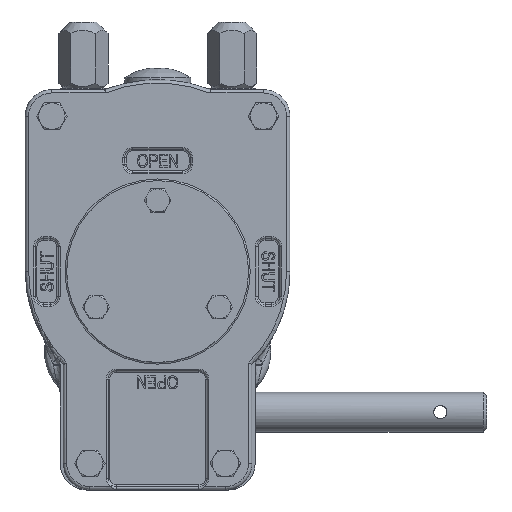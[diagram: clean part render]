
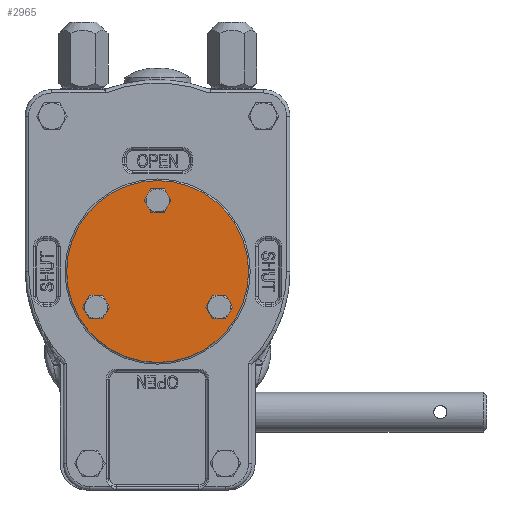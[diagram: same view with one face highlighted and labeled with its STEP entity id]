
A CAD part, top view. The second image highlights one B-rep face of the part: STEP entity #2965.
In plain terms, the highlighted planar face has unit normal (0, 0, 1).
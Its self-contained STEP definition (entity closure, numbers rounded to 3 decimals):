
#2965 = ADVANCED_FACE( '', ( #6341, #6342, #6343, #6344 ), #6345, .F. );
#6341 = FACE_BOUND( '', #12930, .T. );
#6342 = FACE_BOUND( '', #12931, .T. );
#6343 = FACE_BOUND( '', #12932, .T. );
#6344 = FACE_OUTER_BOUND( '', #12933, .T. );
#6345 = PLANE( '', #12934 );
#12930 = EDGE_LOOP( '', ( #22185, #22186, #22187, #22188, #22189, #22190 ) );
#12931 = EDGE_LOOP( '', ( #22191, #22192, #22193, #22194, #22195, #22196 ) );
#12932 = EDGE_LOOP( '', ( #22197, #22198, #22199, #22200, #22201, #22202 ) );
#12933 = EDGE_LOOP( '', ( #22203 ) );
#12934 = AXIS2_PLACEMENT_3D( '', #22204, #22205, #22206 );
#22185 = ORIENTED_EDGE( '', *, *, #24970, .T. );
#22186 = ORIENTED_EDGE( '', *, *, #26889, .T. );
#22187 = ORIENTED_EDGE( '', *, *, #27949, .T. );
#22188 = ORIENTED_EDGE( '', *, *, #26178, .T. );
#22189 = ORIENTED_EDGE( '', *, *, #27900, .T. );
#22190 = ORIENTED_EDGE( '', *, *, #26743, .T. );
#22191 = ORIENTED_EDGE( '', *, *, #26856, .T. );
#22192 = ORIENTED_EDGE( '', *, *, #27330, .T. );
#22193 = ORIENTED_EDGE( '', *, *, #25082, .T. );
#22194 = ORIENTED_EDGE( '', *, *, #27421, .T. );
#22195 = ORIENTED_EDGE( '', *, *, #27945, .T. );
#22196 = ORIENTED_EDGE( '', *, *, #27071, .T. );
#22197 = ORIENTED_EDGE( '', *, *, #27198, .T. );
#22198 = ORIENTED_EDGE( '', *, *, #27950, .T. );
#22199 = ORIENTED_EDGE( '', *, *, #27155, .T. );
#22200 = ORIENTED_EDGE( '', *, *, #27951, .T. );
#22201 = ORIENTED_EDGE( '', *, *, #24628, .T. );
#22202 = ORIENTED_EDGE( '', *, *, #27380, .T. );
#22203 = ORIENTED_EDGE( '', *, *, #27400, .F. );
#22204 = CARTESIAN_POINT( '', ( 0., 0., 52.99 ) );
#22205 = DIRECTION( '', ( 0., 0., -1. ) );
#22206 = DIRECTION( '', ( -1., 0., 0. ) );
#24628 = EDGE_CURVE( '', #28641, #28647, #28649, .T. );
#24970 = EDGE_CURVE( '', #29250, #29256, #29258, .T. );
#25082 = EDGE_CURVE( '', #29435, #29441, #29443, .T. );
#26178 = EDGE_CURVE( '', #31223, #31227, #31229, .T. );
#26743 = EDGE_CURVE( '', #32048, #29250, #32051, .T. );
#26856 = EDGE_CURVE( '', #32205, #32208, #32210, .T. );
#26889 = EDGE_CURVE( '', #29256, #32253, #32255, .T. );
#27071 = EDGE_CURVE( '', #32487, #32205, #32490, .T. );
#27155 = EDGE_CURVE( '', #32599, #32603, #32605, .T. );
#27198 = EDGE_CURVE( '', #32656, #32660, #32662, .T. );
#27330 = EDGE_CURVE( '', #32208, #29435, #32829, .T. );
#27380 = EDGE_CURVE( '', #28647, #32656, #32892, .T. );
#27400 = EDGE_CURVE( '', #32913, #32913, #32914, .T. );
#27421 = EDGE_CURVE( '', #29441, #32943, #32945, .T. );
#27900 = EDGE_CURVE( '', #31227, #32048, #33511, .T. );
#27945 = EDGE_CURVE( '', #32943, #32487, #33556, .T. );
#27949 = EDGE_CURVE( '', #32253, #31223, #33560, .T. );
#27950 = EDGE_CURVE( '', #32660, #32599, #33561, .T. );
#27951 = EDGE_CURVE( '', #32603, #28641, #33562, .T. );
#28641 = VERTEX_POINT( '', #34876 );
#28647 = VERTEX_POINT( '', #34891 );
#28649 = LINE( '', #34894, #34895 );
#29250 = VERTEX_POINT( '', #36215 );
#29256 = VERTEX_POINT( '', #36230 );
#29258 = LINE( '', #36233, #36234 );
#29435 = VERTEX_POINT( '', #36646 );
#29441 = VERTEX_POINT( '', #36663 );
#29443 = LINE( '', #36666, #36667 );
#31223 = VERTEX_POINT( '', #40533 );
#31227 = VERTEX_POINT( '', #40543 );
#31229 = LINE( '', #40546, #40547 );
#32048 = VERTEX_POINT( '', #42426 );
#32051 = LINE( '', #42435, #42436 );
#32205 = VERTEX_POINT( '', #42849 );
#32208 = VERTEX_POINT( '', #42856 );
#32210 = LINE( '', #42859, #42860 );
#32253 = VERTEX_POINT( '', #42919 );
#32255 = LINE( '', #42922, #42923 );
#32487 = VERTEX_POINT( '', #43410 );
#32490 = LINE( '', #43419, #43420 );
#32599 = VERTEX_POINT( '', #43707 );
#32603 = VERTEX_POINT( '', #43717 );
#32605 = LINE( '', #43720, #43721 );
#32656 = VERTEX_POINT( '', #43861 );
#32660 = VERTEX_POINT( '', #43871 );
#32662 = LINE( '', #43874, #43875 );
#32829 = LINE( '', #44239, #44240 );
#32892 = LINE( '', #44368, #44369 );
#32913 = VERTEX_POINT( '', #44406 );
#32914 = CIRCLE( '', #44407, 27.5 );
#32943 = VERTEX_POINT( '', #44456 );
#32945 = LINE( '', #44459, #44460 );
#33511 = LINE( '', #45607, #45608 );
#33556 = LINE( '', #45679, #45680 );
#33560 = LINE( '', #45684, #45685 );
#33561 = LINE( '', #45686, #45687 );
#33562 = LINE( '', #45688, #45689 );
#34876 = CARTESIAN_POINT( '', ( 22.661, -10.75, 52.99 ) );
#34891 = CARTESIAN_POINT( '', ( 20.64, -14.25, 52.99 ) );
#34894 = CARTESIAN_POINT( '', ( 22.661, -10.75, 52.99 ) );
#34895 = VECTOR( '', #46527, 1000. );
#36215 = CARTESIAN_POINT( '', ( -22.661, -10.75, 52.99 ) );
#36230 = CARTESIAN_POINT( '', ( -20.64, -7.25, 52.99 ) );
#36233 = CARTESIAN_POINT( '', ( -22.661, -10.75, 52.99 ) );
#36234 = VECTOR( '', #46955, 1000. );
#36646 = CARTESIAN_POINT( '', ( -2.021, 25., 52.99 ) );
#36663 = CARTESIAN_POINT( '', ( 2.021, 25., 52.99 ) );
#36666 = CARTESIAN_POINT( '', ( -2.021, 25., 52.99 ) );
#36667 = VECTOR( '', #47073, 1000. );
#40533 = CARTESIAN_POINT( '', ( -14.578, -10.75, 52.99 ) );
#40543 = CARTESIAN_POINT( '', ( -16.599, -14.25, 52.99 ) );
#40546 = CARTESIAN_POINT( '', ( -14.578, -10.75, 52.99 ) );
#40547 = VECTOR( '', #48341, 1000. );
#42426 = CARTESIAN_POINT( '', ( -20.64, -14.25, 52.99 ) );
#42435 = CARTESIAN_POINT( '', ( -20.64, -14.25, 52.99 ) );
#42436 = VECTOR( '', #48914, 1000. );
#42849 = CARTESIAN_POINT( '', ( -2.021, 18., 52.99 ) );
#42856 = CARTESIAN_POINT( '', ( -4.041, 21.5, 52.99 ) );
#42859 = CARTESIAN_POINT( '', ( -2.021, 18., 52.99 ) );
#42860 = VECTOR( '', #49019, 1000. );
#42919 = CARTESIAN_POINT( '', ( -16.599, -7.25, 52.99 ) );
#42922 = CARTESIAN_POINT( '', ( -20.64, -7.25, 52.99 ) );
#42923 = VECTOR( '', #49065, 1000. );
#43410 = CARTESIAN_POINT( '', ( 2.021, 18., 52.99 ) );
#43419 = CARTESIAN_POINT( '', ( 2.021, 18., 52.99 ) );
#43420 = VECTOR( '', #49247, 1000. );
#43707 = CARTESIAN_POINT( '', ( 16.599, -7.25, 52.99 ) );
#43717 = CARTESIAN_POINT( '', ( 20.64, -7.25, 52.99 ) );
#43720 = CARTESIAN_POINT( '', ( 16.599, -7.25, 52.99 ) );
#43721 = VECTOR( '', #49322, 1000. );
#43861 = CARTESIAN_POINT( '', ( 16.599, -14.25, 52.99 ) );
#43871 = CARTESIAN_POINT( '', ( 14.578, -10.75, 52.99 ) );
#43874 = CARTESIAN_POINT( '', ( 16.599, -14.25, 52.99 ) );
#43875 = VECTOR( '', #49362, 1000. );
#44239 = CARTESIAN_POINT( '', ( -4.041, 21.5, 52.99 ) );
#44240 = VECTOR( '', #49482, 1000. );
#44368 = CARTESIAN_POINT( '', ( 20.64, -14.25, 52.99 ) );
#44369 = VECTOR( '', #49533, 1000. );
#44406 = CARTESIAN_POINT( '', ( 27.5, 0., 52.99 ) );
#44407 = AXIS2_PLACEMENT_3D( '', #49551, #49552, #49553 );
#44456 = CARTESIAN_POINT( '', ( 4.041, 21.5, 52.99 ) );
#44459 = CARTESIAN_POINT( '', ( 2.021, 25., 52.99 ) );
#44460 = VECTOR( '', #49571, 1000. );
#45607 = CARTESIAN_POINT( '', ( -16.599, -14.25, 52.99 ) );
#45608 = VECTOR( '', #49985, 1000. );
#45679 = CARTESIAN_POINT( '', ( 4.041, 21.5, 52.99 ) );
#45680 = VECTOR( '', #50009, 1000. );
#45684 = CARTESIAN_POINT( '', ( -16.599, -7.25, 52.99 ) );
#45685 = VECTOR( '', #50010, 1000. );
#45686 = CARTESIAN_POINT( '', ( 14.578, -10.75, 52.99 ) );
#45687 = VECTOR( '', #50011, 1000. );
#45688 = CARTESIAN_POINT( '', ( 20.64, -7.25, 52.99 ) );
#45689 = VECTOR( '', #50012, 1000. );
#46527 = DIRECTION( '', ( -0.5, -0.866, 0. ) );
#46955 = DIRECTION( '', ( 0.5, 0.866, 0. ) );
#47073 = DIRECTION( '', ( 1., 0., 0. ) );
#48341 = DIRECTION( '', ( -0.5, -0.866, 0. ) );
#48914 = DIRECTION( '', ( -0.5, 0.866, 0. ) );
#49019 = DIRECTION( '', ( -0.5, 0.866, 0. ) );
#49065 = DIRECTION( '', ( 1., 0., 0. ) );
#49247 = DIRECTION( '', ( -1., 0., 0. ) );
#49322 = DIRECTION( '', ( 1., 0., 0. ) );
#49362 = DIRECTION( '', ( -0.5, 0.866, 0. ) );
#49482 = DIRECTION( '', ( 0.5, 0.866, 0. ) );
#49533 = DIRECTION( '', ( -1., 0., 0. ) );
#49551 = CARTESIAN_POINT( '', ( 0., 0., 52.99 ) );
#49552 = DIRECTION( '', ( 0., 0., -1. ) );
#49553 = DIRECTION( '', ( 1., 0., 0. ) );
#49571 = DIRECTION( '', ( 0.5, -0.866, 0. ) );
#49985 = DIRECTION( '', ( -1., 0., 0. ) );
#50009 = DIRECTION( '', ( -0.5, -0.866, 0. ) );
#50010 = DIRECTION( '', ( 0.5, -0.866, 0. ) );
#50011 = DIRECTION( '', ( 0.5, 0.866, 0. ) );
#50012 = DIRECTION( '', ( 0.5, -0.866, 0. ) );
